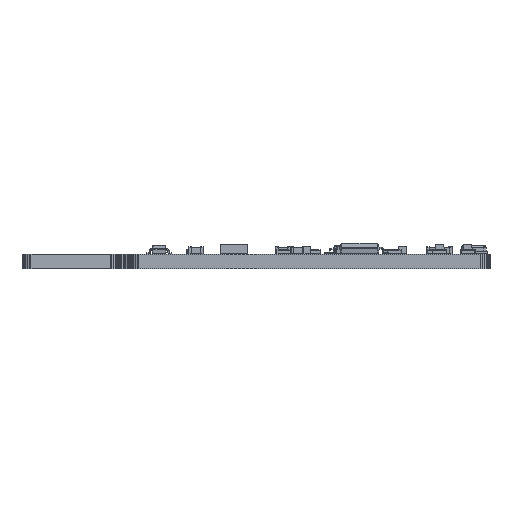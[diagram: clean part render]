
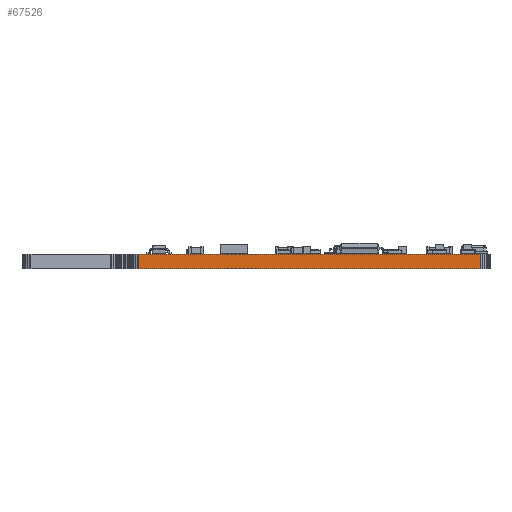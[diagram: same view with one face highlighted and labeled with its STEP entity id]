
A CAD part, front view. The second image highlights one B-rep face of the part: STEP entity #67526.
In plain terms, the highlighted planar face has unit normal (0, -1, 0).
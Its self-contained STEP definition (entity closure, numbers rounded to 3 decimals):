
#59928 = PLANE('',#59929);
#59929 = AXIS2_PLACEMENT_3D('',#59930,#59931,#59932);
#59930 = CARTESIAN_POINT('',(14.709,0.,1.6));
#59931 = DIRECTION('',(-0.,-0.,-1.));
#59932 = DIRECTION('',(-1.,0.,0.));
#59982 = PLANE('',#59983);
#59983 = AXIS2_PLACEMENT_3D('',#59984,#59985,#59986);
#59984 = CARTESIAN_POINT('',(14.709,0.,0.));
#59985 = DIRECTION('',(-0.,-0.,-1.));
#59986 = DIRECTION('',(-1.,0.,0.));
#60511 = VERTEX_POINT('',#60512);
#60512 = CARTESIAN_POINT('',(39.,-13.,0.));
#60526 = PLANE('',#60527);
#60527 = AXIS2_PLACEMENT_3D('',#60528,#60529,#60530);
#60528 = CARTESIAN_POINT('',(39.195,-12.981,0.));
#60529 = DIRECTION('',(0.098,-0.995,0.));
#60530 = DIRECTION('',(-0.995,-0.098,0.));
#60538 = EDGE_CURVE('',#60511,#60539,#60541,.T.);
#60539 = VERTEX_POINT('',#60540);
#60540 = CARTESIAN_POINT('',(1.,-13.,0.));
#60541 = SURFACE_CURVE('',#60542,(#60546,#60553),.PCURVE_S1.);
#60542 = LINE('',#60543,#60544);
#60543 = CARTESIAN_POINT('',(39.,-13.,0.));
#60544 = VECTOR('',#60545,1.);
#60545 = DIRECTION('',(-1.,0.,0.));
#60546 = PCURVE('',#59982,#60547);
#60547 = DEFINITIONAL_REPRESENTATION('',(#60548),#60552);
#60548 = LINE('',#60549,#60550);
#60549 = CARTESIAN_POINT('',(-24.291,-13.));
#60550 = VECTOR('',#60551,1.);
#60551 = DIRECTION('',(1.,0.));
#60552 = ( GEOMETRIC_REPRESENTATION_CONTEXT(2) 
PARAMETRIC_REPRESENTATION_CONTEXT() REPRESENTATION_CONTEXT('2D SPACE',''
  ) );
#60553 = PCURVE('',#60554,#60559);
#60554 = PLANE('',#60555);
#60555 = AXIS2_PLACEMENT_3D('',#60556,#60557,#60558);
#60556 = CARTESIAN_POINT('',(39.,-13.,0.));
#60557 = DIRECTION('',(0.,-1.,0.));
#60558 = DIRECTION('',(-1.,0.,0.));
#60559 = DEFINITIONAL_REPRESENTATION('',(#60560),#60564);
#60560 = LINE('',#60561,#60562);
#60561 = CARTESIAN_POINT('',(0.,-0.));
#60562 = VECTOR('',#60563,1.);
#60563 = DIRECTION('',(1.,0.));
#60564 = ( GEOMETRIC_REPRESENTATION_CONTEXT(2) 
PARAMETRIC_REPRESENTATION_CONTEXT() REPRESENTATION_CONTEXT('2D SPACE',''
  ) );
#60582 = PLANE('',#60583);
#60583 = AXIS2_PLACEMENT_3D('',#60584,#60585,#60586);
#60584 = CARTESIAN_POINT('',(1.,-13.,0.));
#60585 = DIRECTION('',(-0.098,-0.995,0.));
#60586 = DIRECTION('',(-0.995,0.098,0.));
#64050 = VERTEX_POINT('',#64051);
#64051 = CARTESIAN_POINT('',(39.,-13.,1.6));
#64072 = EDGE_CURVE('',#64050,#64073,#64075,.T.);
#64073 = VERTEX_POINT('',#64074);
#64074 = CARTESIAN_POINT('',(1.,-13.,1.6));
#64075 = SURFACE_CURVE('',#64076,(#64080,#64087),.PCURVE_S1.);
#64076 = LINE('',#64077,#64078);
#64077 = CARTESIAN_POINT('',(39.,-13.,1.6));
#64078 = VECTOR('',#64079,1.);
#64079 = DIRECTION('',(-1.,0.,0.));
#64080 = PCURVE('',#59928,#64081);
#64081 = DEFINITIONAL_REPRESENTATION('',(#64082),#64086);
#64082 = LINE('',#64083,#64084);
#64083 = CARTESIAN_POINT('',(-24.291,-13.));
#64084 = VECTOR('',#64085,1.);
#64085 = DIRECTION('',(1.,0.));
#64086 = ( GEOMETRIC_REPRESENTATION_CONTEXT(2) 
PARAMETRIC_REPRESENTATION_CONTEXT() REPRESENTATION_CONTEXT('2D SPACE',''
  ) );
#64087 = PCURVE('',#60554,#64088);
#64088 = DEFINITIONAL_REPRESENTATION('',(#64089),#64093);
#64089 = LINE('',#64090,#64091);
#64090 = CARTESIAN_POINT('',(0.,-1.6));
#64091 = VECTOR('',#64092,1.);
#64092 = DIRECTION('',(1.,0.));
#64093 = ( GEOMETRIC_REPRESENTATION_CONTEXT(2) 
PARAMETRIC_REPRESENTATION_CONTEXT() REPRESENTATION_CONTEXT('2D SPACE',''
  ) );
#67478 = EDGE_CURVE('',#60511,#64050,#67479,.T.);
#67479 = SURFACE_CURVE('',#67480,(#67484,#67491),.PCURVE_S1.);
#67480 = LINE('',#67481,#67482);
#67481 = CARTESIAN_POINT('',(39.,-13.,0.));
#67482 = VECTOR('',#67483,1.);
#67483 = DIRECTION('',(0.,0.,1.));
#67484 = PCURVE('',#60526,#67485);
#67485 = DEFINITIONAL_REPRESENTATION('',(#67486),#67490);
#67486 = LINE('',#67487,#67488);
#67487 = CARTESIAN_POINT('',(0.196,0.));
#67488 = VECTOR('',#67489,1.);
#67489 = DIRECTION('',(0.,-1.));
#67490 = ( GEOMETRIC_REPRESENTATION_CONTEXT(2) 
PARAMETRIC_REPRESENTATION_CONTEXT() REPRESENTATION_CONTEXT('2D SPACE',''
  ) );
#67491 = PCURVE('',#60554,#67492);
#67492 = DEFINITIONAL_REPRESENTATION('',(#67493),#67497);
#67493 = LINE('',#67494,#67495);
#67494 = CARTESIAN_POINT('',(0.,-0.));
#67495 = VECTOR('',#67496,1.);
#67496 = DIRECTION('',(0.,-1.));
#67497 = ( GEOMETRIC_REPRESENTATION_CONTEXT(2) 
PARAMETRIC_REPRESENTATION_CONTEXT() REPRESENTATION_CONTEXT('2D SPACE',''
  ) );
#67526 = ADVANCED_FACE('',(#67527),#60554,.T.);
#67527 = FACE_BOUND('',#67528,.T.);
#67528 = EDGE_LOOP('',(#67529,#67530,#67531,#67552));
#67529 = ORIENTED_EDGE('',*,*,#67478,.T.);
#67530 = ORIENTED_EDGE('',*,*,#64072,.T.);
#67531 = ORIENTED_EDGE('',*,*,#67532,.F.);
#67532 = EDGE_CURVE('',#60539,#64073,#67533,.T.);
#67533 = SURFACE_CURVE('',#67534,(#67538,#67545),.PCURVE_S1.);
#67534 = LINE('',#67535,#67536);
#67535 = CARTESIAN_POINT('',(1.,-13.,0.));
#67536 = VECTOR('',#67537,1.);
#67537 = DIRECTION('',(0.,0.,1.));
#67538 = PCURVE('',#60554,#67539);
#67539 = DEFINITIONAL_REPRESENTATION('',(#67540),#67544);
#67540 = LINE('',#67541,#67542);
#67541 = CARTESIAN_POINT('',(38.,0.));
#67542 = VECTOR('',#67543,1.);
#67543 = DIRECTION('',(0.,-1.));
#67544 = ( GEOMETRIC_REPRESENTATION_CONTEXT(2) 
PARAMETRIC_REPRESENTATION_CONTEXT() REPRESENTATION_CONTEXT('2D SPACE',''
  ) );
#67545 = PCURVE('',#60582,#67546);
#67546 = DEFINITIONAL_REPRESENTATION('',(#67547),#67551);
#67547 = LINE('',#67548,#67549);
#67548 = CARTESIAN_POINT('',(0.,0.));
#67549 = VECTOR('',#67550,1.);
#67550 = DIRECTION('',(0.,-1.));
#67551 = ( GEOMETRIC_REPRESENTATION_CONTEXT(2) 
PARAMETRIC_REPRESENTATION_CONTEXT() REPRESENTATION_CONTEXT('2D SPACE',''
  ) );
#67552 = ORIENTED_EDGE('',*,*,#60538,.F.);
